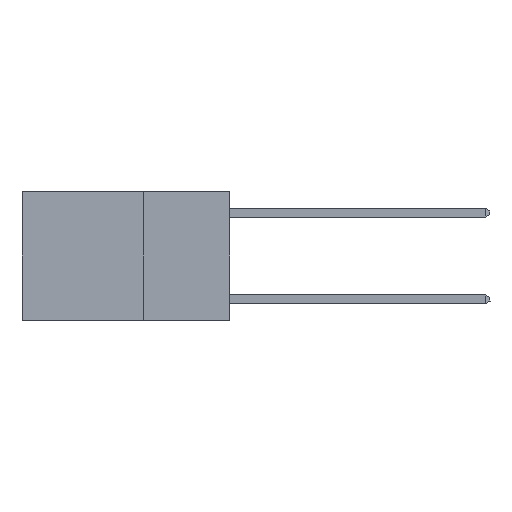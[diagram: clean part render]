
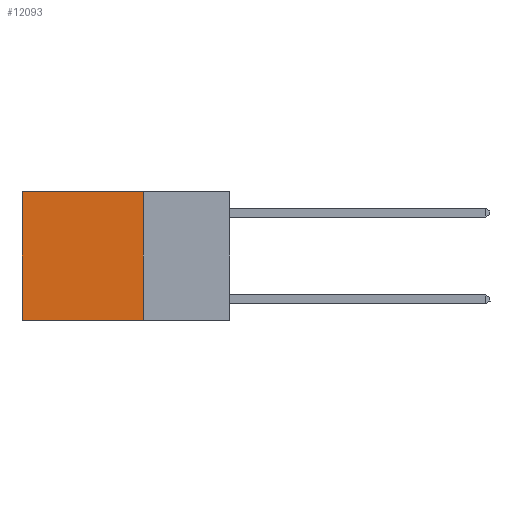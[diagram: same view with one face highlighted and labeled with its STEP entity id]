
A CAD part, left-side view. The second image highlights one B-rep face of the part: STEP entity #12093.
In plain terms, the highlighted planar face has unit normal (-1, 0, 0).
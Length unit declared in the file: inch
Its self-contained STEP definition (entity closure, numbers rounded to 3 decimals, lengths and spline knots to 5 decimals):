
#702 = VERTEX_POINT ( 'NONE', #4856 ) ;
#1559 = ORIENTED_EDGE ( 'NONE', *, *, #12139, .T. ) ;
#1948 = CARTESIAN_POINT ( 'NONE',  ( 0.2625, 0.6, -0.37 ) ) ;
#2020 = EDGE_CURVE ( 'NONE', #3396, #13421, #11276, .T. ) ;
#2322 = VECTOR ( 'NONE', #10270, 39.37008 ) ;
#2334 = DIRECTION ( 'NONE',  ( 0., 1., 0. ) ) ;
#2561 = PLANE ( 'NONE',  #12852 ) ;
#2654 = FACE_OUTER_BOUND ( 'NONE', #7432, .T. ) ;
#3396 = VERTEX_POINT ( 'NONE', #4619 ) ;
#3623 = ORIENTED_EDGE ( 'NONE', *, *, #10941, .F. ) ;
#3838 = VECTOR ( 'NONE', #9904, 39.37008 ) ;
#3922 = CARTESIAN_POINT ( 'NONE',  ( 0.2625, 0.25, 0. ) ) ;
#4135 = CARTESIAN_POINT ( 'NONE',  ( 0.2625, 0.25, 0. ) ) ;
#4619 = CARTESIAN_POINT ( 'NONE',  ( 0.2625, 0.6, 0. ) ) ;
#4856 = CARTESIAN_POINT ( 'NONE',  ( 0.2625, 0.25, 0. ) ) ;
#6030 = DIRECTION ( 'NONE',  ( 0., 0., -1. ) ) ;
#6504 = VECTOR ( 'NONE', #11195, 39.37008 ) ;
#6533 = ORIENTED_EDGE ( 'NONE', *, *, #2020, .T. ) ;
#7432 = EDGE_LOOP ( 'NONE', ( #6533, #10342, #3623, #1559 ) ) ;
#7724 = LINE ( 'NONE', #7851, #3838 ) ;
#7851 = CARTESIAN_POINT ( 'NONE',  ( 0.2625, 0.25, 0. ) ) ;
#8289 = EDGE_CURVE ( 'NONE', #8392, #13421, #11356, .T. ) ;
#8392 = VERTEX_POINT ( 'NONE', #11741 ) ;
#8994 = DIRECTION ( 'NONE',  ( 1., 0., 0. ) ) ;
#9904 = DIRECTION ( 'NONE',  ( 0., 0., -1. ) ) ;
#10270 = DIRECTION ( 'NONE',  ( 0., 1., 0. ) ) ;
#10342 = ORIENTED_EDGE ( 'NONE', *, *, #8289, .F. ) ;
#10613 = LINE ( 'NONE', #4135, #2322 ) ;
#10642 = CARTESIAN_POINT ( 'NONE',  ( 0.2625, 0.25, -0.37 ) ) ;
#10941 = EDGE_CURVE ( 'NONE', #702, #8392, #7724, .T. ) ;
#11195 = DIRECTION ( 'NONE',  ( 0., 0., -1. ) ) ;
#11276 = LINE ( 'NONE', #12122, #6504 ) ;
#11356 = LINE ( 'NONE', #10642, #13018 ) ;
#11741 = CARTESIAN_POINT ( 'NONE',  ( 0.2625, 0.25, -0.37 ) ) ;
#12093 = ADVANCED_FACE ( 'NONE', ( #2654 ), #2561, .F. ) ;
#12122 = CARTESIAN_POINT ( 'NONE',  ( 0.2625, 0.6, 0. ) ) ;
#12139 = EDGE_CURVE ( 'NONE', #702, #3396, #10613, .T. ) ;
#12852 = AXIS2_PLACEMENT_3D ( 'NONE', #3922, #8994, #6030 ) ;
#13018 = VECTOR ( 'NONE', #2334, 39.37008 ) ;
#13421 = VERTEX_POINT ( 'NONE', #1948 ) ;
